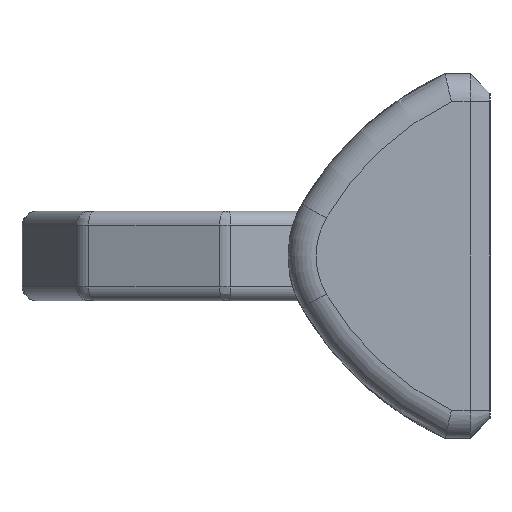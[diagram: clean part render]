
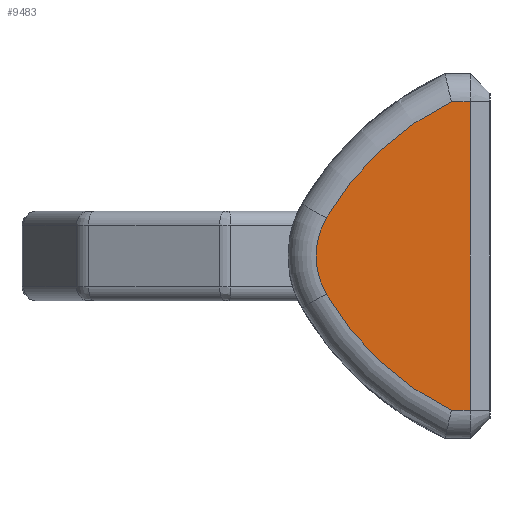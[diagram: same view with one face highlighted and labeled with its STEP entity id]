
A CAD part, left-side view. The second image highlights one B-rep face of the part: STEP entity #9483.
In plain terms, the highlighted face is planar.
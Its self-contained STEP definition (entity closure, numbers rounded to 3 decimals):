
#3587=CARTESIAN_POINT('',(0.,35.,65.));
#3588=DIRECTION('',(0.,0.,1.));
#3589=DIRECTION('',(0.501,0.866,0.));
#3590=AXIS2_PLACEMENT_3D('',#3587,#3588,#3589);
#3597=DIRECTION('',(-1.,0.,0.));
#3598=VECTOR('',#3597,110.);
#3599=CARTESIAN_POINT('',(55.,7.,65.));
#3600=LINE('',#3599,#3598);
#3601=DIRECTION('',(0.,-1.,0.));
#3602=VECTOR('',#3601,6.757);
#3603=CARTESIAN_POINT('',(-55.,13.757,65.));
#3604=LINE('',#3603,#3602);
#3605=CARTESIAN_POINT('',(38.566,-31.646,65.));
#3606=DIRECTION('',(0.,0.,1.));
#3607=DIRECTION('',(-0.501,0.866,0.));
#3608=AXIS2_PLACEMENT_3D('',#3605,#3606,#3607);
#3610=CARTESIAN_POINT('',(-38.566,-31.646,65.));
#3611=DIRECTION('',(0.,0.,-1.));
#3612=DIRECTION('',(0.501,0.866,0.));
#3613=AXIS2_PLACEMENT_3D('',#3610,#3611,#3612);
#3615=DIRECTION('',(0.,-1.,0.));
#3616=VECTOR('',#3615,6.757);
#3617=CARTESIAN_POINT('',(55.,13.757,65.));
#3618=LINE('',#3617,#3616);
#5777=CARTESIAN_POINT('',(-13.523,58.369,65.));
#5778=CARTESIAN_POINT('',(-55.,13.757,65.));
#5779=VERTEX_POINT('',#5777);
#5780=VERTEX_POINT('',#5778);
#5787=CARTESIAN_POINT('',(13.523,58.369,65.));
#5788=CARTESIAN_POINT('',(55.,13.757,65.));
#5789=VERTEX_POINT('',#5787);
#5790=VERTEX_POINT('',#5788);
#5823=CARTESIAN_POINT('',(-55.,7.,65.));
#5824=VERTEX_POINT('',#5823);
#5827=CARTESIAN_POINT('',(55.,7.,65.));
#5828=VERTEX_POINT('',#5827);
#9466=CARTESIAN_POINT('',(0.,0.,65.));
#9467=DIRECTION('',(0.,0.,1.));
#9468=DIRECTION('',(1.,0.,0.));
#9469=AXIS2_PLACEMENT_3D('',#9466,#9467,#9468);
#9470=PLANE('',#9469);
#9472=ORIENTED_EDGE('',*,*,#9471,.T.);
#9474=ORIENTED_EDGE('',*,*,#9473,.F.);
#9475=ORIENTED_EDGE('',*,*,#9445,.F.);
#9476=ORIENTED_EDGE('',*,*,#9457,.F.);
#9478=ORIENTED_EDGE('',*,*,#9477,.T.);
#9480=ORIENTED_EDGE('',*,*,#9479,.T.);
#9481=EDGE_LOOP('',(#9472,#9474,#9475,#9476,#9478,#9480));
#9482=FACE_OUTER_BOUND('',#9481,.F.);
#9483=ADVANCED_FACE('',(#9482),#9470,.T.);
#3591=CIRCLE('',#3590,27.);
#3609=CIRCLE('',#3608,104.);
#3614=CIRCLE('',#3613,104.);
#9445=EDGE_CURVE('',#5779,#5780,#3609,.T.);
#9457=EDGE_CURVE('',#5789,#5779,#3591,.T.);
#9471=EDGE_CURVE('',#5828,#5824,#3600,.T.);
#9473=EDGE_CURVE('',#5780,#5824,#3604,.T.);
#9477=EDGE_CURVE('',#5789,#5790,#3614,.T.);
#9479=EDGE_CURVE('',#5790,#5828,#3618,.T.);
